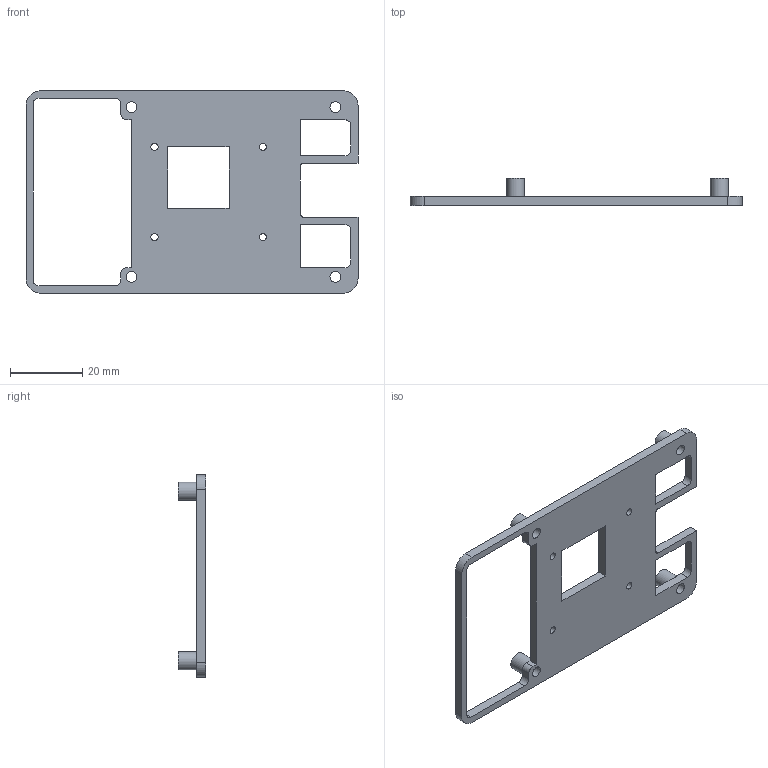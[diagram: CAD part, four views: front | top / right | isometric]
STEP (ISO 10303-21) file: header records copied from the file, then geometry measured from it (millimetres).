
FILE_DESCRIPTION(('STEP AP214'), '1');
FILE_NAME('署铐彘韄锑腓磬', '', ('UNSPECIFIED'), ('UNSPECIFIED'), 'C3D Converter', 'C3D Toolkit', '');
FILE_SCHEMA(('AUTOMOTIVE_DESIGN { 1 0 10303 214 3 1 1}'));
Length unit declared in the file: millimetre
Bounding box: 91.92 x 7.5 x 56 mm (x, y, z)
Volume: 7445 mm3; surface area: 8013.8 mm2
Topology: 1 solids, 1 shells, 62 faces, 171 edges, 113 vertices
Faces by surface type: plane 34, cylinder 28
Full cylindrical faces by diameter (mm): 2 x4, 3 x4, 5 x4
Entity records: 2498 total; most frequent: DIRECTION 340, CARTESIAN_POINT 332, ORIENTED_EDGE 314, EDGE_CURVE 157, AXIS2_PLACEMENT_3D 120, VERTEX_POINT 112, EDGE_LOOP 101, LINE 100
